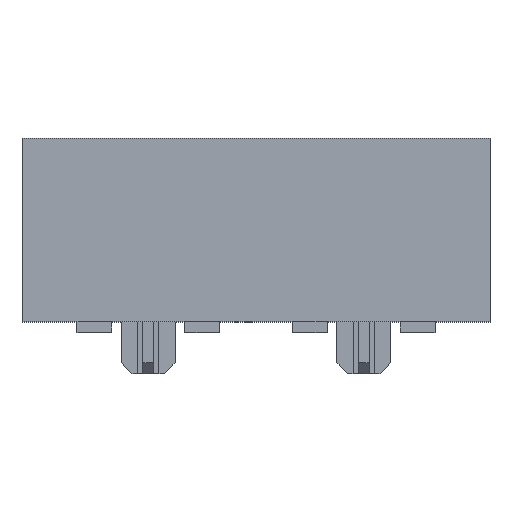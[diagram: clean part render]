
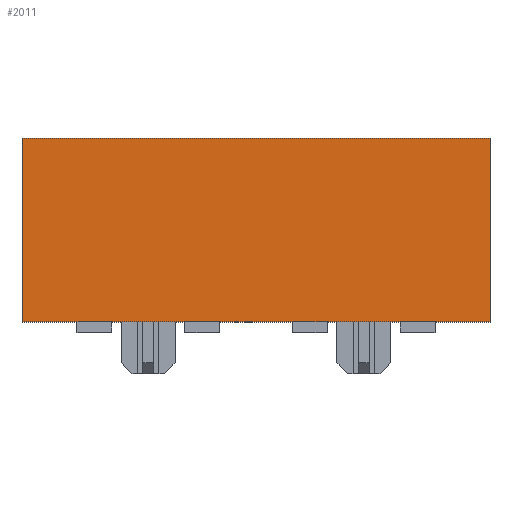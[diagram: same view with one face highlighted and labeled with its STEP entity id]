
A CAD part, top view. The second image highlights one B-rep face of the part: STEP entity #2011.
In plain terms, the highlighted planar face has unit normal (0, 0, 1).
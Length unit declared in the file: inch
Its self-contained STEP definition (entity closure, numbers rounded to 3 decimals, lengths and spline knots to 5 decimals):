
#224=ORIENTED_EDGE('',*,*,#749,.T.);
#225=ORIENTED_EDGE('',*,*,#746,.F.);
#226=ORIENTED_EDGE('',*,*,#753,.F.);
#227=ORIENTED_EDGE('',*,*,#638,.T.);
#638=EDGE_CURVE('',#923,#922,#1110,.T.);
#746=EDGE_CURVE('',#998,#999,#1218,.T.);
#749=EDGE_CURVE('',#922,#999,#1221,.T.);
#753=EDGE_CURVE('',#923,#998,#1225,.T.);
#922=VERTEX_POINT('',#2760);
#923=VERTEX_POINT('',#2762);
#998=VERTEX_POINT('',#2977);
#999=VERTEX_POINT('',#2979);
#1110=LINE('',#2761,#1378);
#1218=LINE('',#2978,#1486);
#1221=LINE('',#2983,#1489);
#1225=LINE('',#2990,#1493);
#1378=VECTOR('',#2244,39.37008);
#1486=VECTOR('',#2418,39.37008);
#1489=VECTOR('',#2423,39.37008);
#1493=VECTOR('',#2433,39.37008);
#1681=EDGE_LOOP('',(#224,#225,#226,#227));
#1799=FACE_BOUND('',#1681,.T.);
#1917=PLANE('',#2152);
#2011=ADVANCED_FACE('',(#1799),#1917,.F.);
#2152=AXIS2_PLACEMENT_3D('',#2989,#2431,#2432);
#2244=DIRECTION('',(0.,-1.,0.));
#2418=DIRECTION('',(0.,-1.,0.));
#2423=DIRECTION('',(1.,0.,0.));
#2431=DIRECTION('',(0.,0.,-1.));
#2432=DIRECTION('',(-1.,0.,0.));
#2433=DIRECTION('',(1.,0.,0.));
#2760=CARTESIAN_POINT('',(0.,0.,0.06));
#2761=CARTESIAN_POINT('',(0.,0.085,0.06));
#2762=CARTESIAN_POINT('',(0.,0.085,0.06));
#2977=CARTESIAN_POINT('',(0.217,0.085,0.06));
#2978=CARTESIAN_POINT('',(0.217,0.085,0.06));
#2979=CARTESIAN_POINT('',(0.217,0.,0.06));
#2983=CARTESIAN_POINT('',(0.,0.,0.06));
#2989=CARTESIAN_POINT('',(0.,0.085,0.06));
#2990=CARTESIAN_POINT('',(0.,0.085,0.06));
